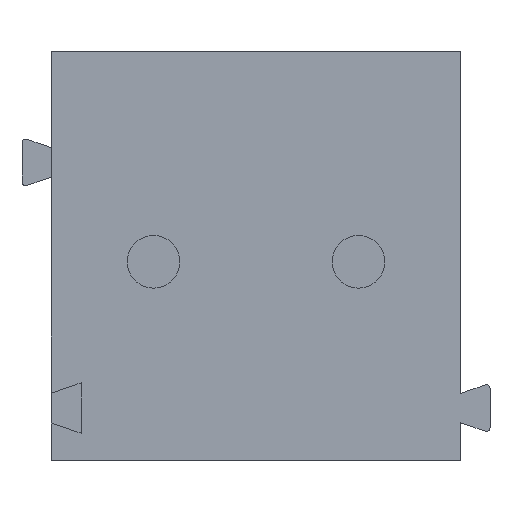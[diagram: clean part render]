
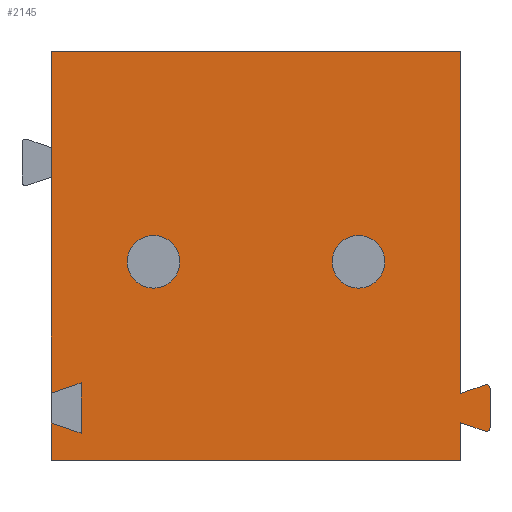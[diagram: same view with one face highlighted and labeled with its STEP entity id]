
A CAD part, front view. The second image highlights one B-rep face of the part: STEP entity #2145.
In plain terms, the highlighted planar face has unit normal (0, -1, 0).
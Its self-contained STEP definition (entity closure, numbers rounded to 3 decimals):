
#142=DIRECTION('',(0.,0.,-1.));
#143=VECTOR('',#142,0.646);
#144=CARTESIAN_POINT('',(-3.5,-2.,-6.354));
#145=LINE('',#144,#143);
#178=DIRECTION('',(0.,0.,-1.));
#179=VECTOR('',#178,5.844);
#180=CARTESIAN_POINT('',(-3.5,-2.,0.));
#181=LINE('',#180,#179);
#198=DIRECTION('',(0.946,0.,0.325));
#199=VECTOR('',#198,0.539);
#200=CARTESIAN_POINT('',(-3.5,-2.,-5.844));
#201=LINE('',#200,#199);
#202=DIRECTION('',(1.,0.,0.));
#203=VECTOR('',#202,7.);
#204=CARTESIAN_POINT('',(-3.5,-2.,0.));
#205=LINE('',#204,#203);
#206=DIRECTION('',(0.944,0.,0.33));
#207=VECTOR('',#206,0.442);
#208=CARTESIAN_POINT('',(3.5,-2.,-5.849));
#209=LINE('',#208,#207);
#210=CARTESIAN_POINT('',(3.938,-2.,-5.763));
#211=DIRECTION('',(0.,1.,0.));
#212=DIRECTION('',(-0.33,0.,0.944));
#213=AXIS2_PLACEMENT_3D('',#210,#211,#212);
#215=DIRECTION('',(0.,0.,-1.));
#216=VECTOR('',#215,0.674);
#217=CARTESIAN_POINT('',(4.,-2.,-5.763));
#218=LINE('',#217,#216);
#219=CARTESIAN_POINT('',(3.938,-2.,-6.436));
#220=DIRECTION('',(0.,1.,0.));
#221=DIRECTION('',(1.,0.,0.));
#222=AXIS2_PLACEMENT_3D('',#219,#220,#221);
#224=DIRECTION('',(-0.944,0.,0.33));
#225=VECTOR('',#224,0.442);
#226=CARTESIAN_POINT('',(3.917,-2.,-6.495));
#227=LINE('',#226,#225);
#228=DIRECTION('',(-0.946,0.,0.325));
#229=VECTOR('',#228,0.539);
#230=CARTESIAN_POINT('',(-2.99,-2.,-6.529));
#231=LINE('',#230,#229);
#232=DIRECTION('',(0.,0.,-1.));
#233=VECTOR('',#232,0.86);
#234=CARTESIAN_POINT('',(-2.99,-2.,-5.669));
#235=LINE('',#234,#233);
#236=CARTESIAN_POINT('',(-1.75,-2.,-3.6));
#237=DIRECTION('',(0.,-1.,0.));
#238=DIRECTION('',(1.,0.,0.));
#239=AXIS2_PLACEMENT_3D('',#236,#237,#238);
#241=CARTESIAN_POINT('',(-1.75,-2.,-3.6));
#242=DIRECTION('',(0.,-1.,0.));
#243=DIRECTION('',(-1.,0.,0.));
#244=AXIS2_PLACEMENT_3D('',#241,#242,#243);
#246=CARTESIAN_POINT('',(1.75,-2.,-3.6));
#247=DIRECTION('',(0.,-1.,0.));
#248=DIRECTION('',(1.,0.,0.));
#249=AXIS2_PLACEMENT_3D('',#246,#247,#248);
#251=CARTESIAN_POINT('',(1.75,-2.,-3.6));
#252=DIRECTION('',(0.,-1.,0.));
#253=DIRECTION('',(-1.,0.,0.));
#254=AXIS2_PLACEMENT_3D('',#251,#252,#253);
#370=DIRECTION('',(0.,0.,-1.));
#371=VECTOR('',#370,0.651);
#372=CARTESIAN_POINT('',(3.5,-2.,-6.349));
#373=LINE('',#372,#371);
#386=DIRECTION('',(0.,0.,-1.));
#387=VECTOR('',#386,5.849);
#388=CARTESIAN_POINT('',(3.5,-2.,0.));
#389=LINE('',#388,#387);
#426=DIRECTION('',(1.,0.,0.));
#427=VECTOR('',#426,7.);
#428=CARTESIAN_POINT('',(-3.5,-2.,-7.));
#429=LINE('',#428,#427);
#1586=CARTESIAN_POINT('',(-3.5,-2.,-7.));
#1588=VERTEX_POINT('',#1586);
#1594=CARTESIAN_POINT('',(-3.5,-2.,0.));
#1595=VERTEX_POINT('',#1594);
#1596=CARTESIAN_POINT('',(3.5,-2.,-7.));
#1598=VERTEX_POINT('',#1596);
#1604=CARTESIAN_POINT('',(3.5,-2.,0.));
#1605=VERTEX_POINT('',#1604);
#1638=CARTESIAN_POINT('',(3.917,-2.,-5.704));
#1639=CARTESIAN_POINT('',(4.,-2.,-5.763));
#1640=VERTEX_POINT('',#1638);
#1641=VERTEX_POINT('',#1639);
#1642=CARTESIAN_POINT('',(4.,-2.,-6.436));
#1643=CARTESIAN_POINT('',(3.917,-2.,-6.495));
#1644=VERTEX_POINT('',#1642);
#1645=VERTEX_POINT('',#1643);
#1650=CARTESIAN_POINT('',(3.5,-2.,-6.349));
#1651=VERTEX_POINT('',#1650);
#1652=CARTESIAN_POINT('',(3.5,-2.,-5.849));
#1653=VERTEX_POINT('',#1652);
#1678=CARTESIAN_POINT('',(-3.5,-2.,-5.844));
#1679=VERTEX_POINT('',#1678);
#1680=CARTESIAN_POINT('',(-3.5,-2.,-6.354));
#1681=VERTEX_POINT('',#1680);
#1682=CARTESIAN_POINT('',(-2.99,-2.,-5.669));
#1683=VERTEX_POINT('',#1682);
#1684=CARTESIAN_POINT('',(-2.99,-2.,-6.529));
#1685=VERTEX_POINT('',#1684);
#1802=CARTESIAN_POINT('',(-1.3,-2.,-3.6));
#1803=CARTESIAN_POINT('',(-2.2,-2.,-3.6));
#1804=VERTEX_POINT('',#1802);
#1805=VERTEX_POINT('',#1803);
#1962=CARTESIAN_POINT('',(2.2,-2.,-3.6));
#1963=VERTEX_POINT('',#1962);
#1964=CARTESIAN_POINT('',(1.3,-2.,-3.6));
#1965=VERTEX_POINT('',#1964);
#2101=CARTESIAN_POINT('',(-3.5,-2.,0.));
#2102=DIRECTION('',(0.,-1.,0.));
#2103=DIRECTION('',(0.,0.,-1.));
#2104=AXIS2_PLACEMENT_3D('',#2101,#2102,#2103);
#2105=PLANE('',#2104);
#2106=ORIENTED_EDGE('',*,*,#2093,.F.);
#2107=ORIENTED_EDGE('',*,*,#2065,.F.);
#2109=ORIENTED_EDGE('',*,*,#2108,.T.);
#2111=ORIENTED_EDGE('',*,*,#2110,.T.);
#2113=ORIENTED_EDGE('',*,*,#2112,.T.);
#2115=ORIENTED_EDGE('',*,*,#2114,.T.);
#2117=ORIENTED_EDGE('',*,*,#2116,.T.);
#2119=ORIENTED_EDGE('',*,*,#2118,.T.);
#2121=ORIENTED_EDGE('',*,*,#2120,.T.);
#2123=ORIENTED_EDGE('',*,*,#2122,.T.);
#2125=ORIENTED_EDGE('',*,*,#2124,.F.);
#2126=ORIENTED_EDGE('',*,*,#2047,.F.);
#2128=ORIENTED_EDGE('',*,*,#2127,.F.);
#2130=ORIENTED_EDGE('',*,*,#2129,.F.);
#2131=EDGE_LOOP('',(#2106,#2107,#2109,#2111,#2113,#2115,#2117,#2119,#2121,#2123,
#2125,#2126,#2128,#2130));
#2132=FACE_OUTER_BOUND('',#2131,.F.);
#2134=ORIENTED_EDGE('',*,*,#2133,.T.);
#2136=ORIENTED_EDGE('',*,*,#2135,.T.);
#2137=EDGE_LOOP('',(#2134,#2136));
#2138=FACE_BOUND('',#2137,.F.);
#2140=ORIENTED_EDGE('',*,*,#2139,.T.);
#2142=ORIENTED_EDGE('',*,*,#2141,.T.);
#2143=EDGE_LOOP('',(#2140,#2142));
#2144=FACE_BOUND('',#2143,.F.);
#214=CIRCLE('',#213,0.063);
#223=CIRCLE('',#222,0.063);
#240=CIRCLE('',#239,0.45);
#245=CIRCLE('',#244,0.45);
#250=CIRCLE('',#249,0.45);
#255=CIRCLE('',#254,0.45);
#2047=EDGE_CURVE('',#1681,#1588,#145,.T.);
#2065=EDGE_CURVE('',#1595,#1679,#181,.T.);
#2093=EDGE_CURVE('',#1679,#1683,#201,.T.);
#2108=EDGE_CURVE('',#1595,#1605,#205,.T.);
#2110=EDGE_CURVE('',#1605,#1653,#389,.T.);
#2112=EDGE_CURVE('',#1653,#1640,#209,.T.);
#2114=EDGE_CURVE('',#1640,#1641,#214,.T.);
#2116=EDGE_CURVE('',#1641,#1644,#218,.T.);
#2118=EDGE_CURVE('',#1644,#1645,#223,.T.);
#2120=EDGE_CURVE('',#1645,#1651,#227,.T.);
#2122=EDGE_CURVE('',#1651,#1598,#373,.T.);
#2124=EDGE_CURVE('',#1588,#1598,#429,.T.);
#2127=EDGE_CURVE('',#1685,#1681,#231,.T.);
#2129=EDGE_CURVE('',#1683,#1685,#235,.T.);
#2133=EDGE_CURVE('',#1804,#1805,#240,.T.);
#2135=EDGE_CURVE('',#1805,#1804,#245,.T.);
#2139=EDGE_CURVE('',#1963,#1965,#250,.T.);
#2141=EDGE_CURVE('',#1965,#1963,#255,.T.);
#2145=ADVANCED_FACE('',(#2132,#2138,#2144),#2105,.T.);
